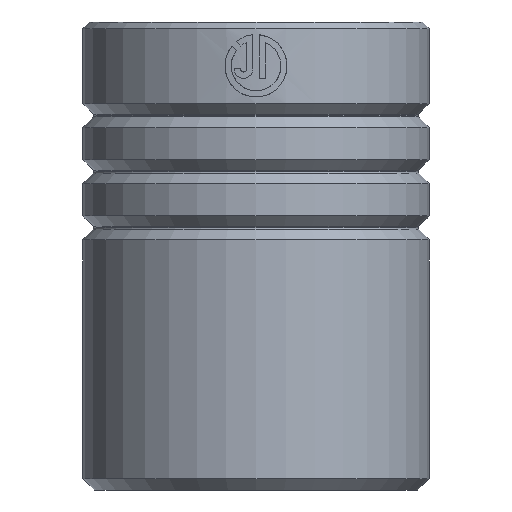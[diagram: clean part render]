
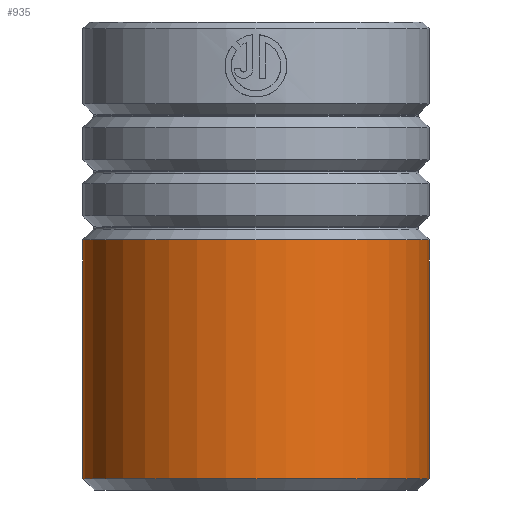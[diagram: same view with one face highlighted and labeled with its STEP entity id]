
A CAD part, front view. The second image highlights one B-rep face of the part: STEP entity #935.
In plain terms, the highlighted cylindrical face has radius 18.5 mm (diameter 37 mm), a partial arc.
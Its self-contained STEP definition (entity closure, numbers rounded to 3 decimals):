
#41 = VERTEX_POINT ( 'NONE', #1650 ) ;
#86 = CARTESIAN_POINT ( 'NONE',  ( 0., 0., 26.717 ) ) ;
#110 = CARTESIAN_POINT ( 'NONE',  ( 18.5, 0., 1.2 ) ) ;
#156 = CIRCLE ( 'NONE', #1615, 18.5 ) ;
#180 = DIRECTION ( 'NONE',  ( -1., 0., 0. ) ) ;
#181 = EDGE_CURVE ( 'NONE', #41, #683, #156, .T. ) ;
#206 = FACE_OUTER_BOUND ( 'NONE', #2005, .T. ) ;
#226 = ORIENTED_EDGE ( 'NONE', *, *, #665, .F. ) ;
#488 = CARTESIAN_POINT ( 'NONE',  ( 0., 0., 1.2 ) ) ;
#519 = VECTOR ( 'NONE', #1127, 1000. ) ;
#555 = DIRECTION ( 'NONE',  ( 0., 0., -1. ) ) ;
#665 = EDGE_CURVE ( 'NONE', #41, #1343, #1146, .T. ) ;
#683 = VERTEX_POINT ( 'NONE', #2475 ) ;
#821 = ORIENTED_EDGE ( 'NONE', *, *, #1699, .T. ) ;
#864 = ORIENTED_EDGE ( 'NONE', *, *, #181, .T. ) ;
#898 = CIRCLE ( 'NONE', #2143, 18.5 ) ;
#909 = VECTOR ( 'NONE', #2363, 1000. ) ;
#935 = ADVANCED_FACE ( 'NONE', ( #206 ), #2362, .T. ) ;
#1002 = LINE ( 'NONE', #1785, #519 ) ;
#1013 = VERTEX_POINT ( 'NONE', #1187 ) ;
#1127 = DIRECTION ( 'NONE',  ( 0., 0., -1. ) ) ;
#1146 = LINE ( 'NONE', #1555, #909 ) ;
#1187 = CARTESIAN_POINT ( 'NONE',  ( -18.5, 0., 1.2 ) ) ;
#1321 = DIRECTION ( 'NONE',  ( 0., 0., -1. ) ) ;
#1343 = VERTEX_POINT ( 'NONE', #110 ) ;
#1382 = AXIS2_PLACEMENT_3D ( 'NONE', #1750, #555, #180 ) ;
#1555 = CARTESIAN_POINT ( 'NONE',  ( 18.5, 0., 50. ) ) ;
#1615 = AXIS2_PLACEMENT_3D ( 'NONE', #86, #1321, #2519 ) ;
#1650 = CARTESIAN_POINT ( 'NONE',  ( 18.5, 0., 26.717 ) ) ;
#1699 = EDGE_CURVE ( 'NONE', #683, #1013, #1002, .T. ) ;
#1750 = CARTESIAN_POINT ( 'NONE',  ( 0., 0., 50. ) ) ;
#1785 = CARTESIAN_POINT ( 'NONE',  ( -18.5, 0., 50. ) ) ;
#2005 = EDGE_LOOP ( 'NONE', ( #226, #864, #821, #2076 ) ) ;
#2076 = ORIENTED_EDGE ( 'NONE', *, *, #2078, .T. ) ;
#2078 = EDGE_CURVE ( 'NONE', #1013, #1343, #898, .T. ) ;
#2084 = DIRECTION ( 'NONE',  ( 0., 0., 1. ) ) ;
#2143 = AXIS2_PLACEMENT_3D ( 'NONE', #488, #2084, #2467 ) ;
#2362 = CYLINDRICAL_SURFACE ( 'NONE', #1382, 18.5 ) ;
#2363 = DIRECTION ( 'NONE',  ( 0., 0., -1. ) ) ;
#2467 = DIRECTION ( 'NONE',  ( 1., 0., 0. ) ) ;
#2475 = CARTESIAN_POINT ( 'NONE',  ( -18.5, 0., 26.717 ) ) ;
#2519 = DIRECTION ( 'NONE',  ( -1., 0., 0. ) ) ;
